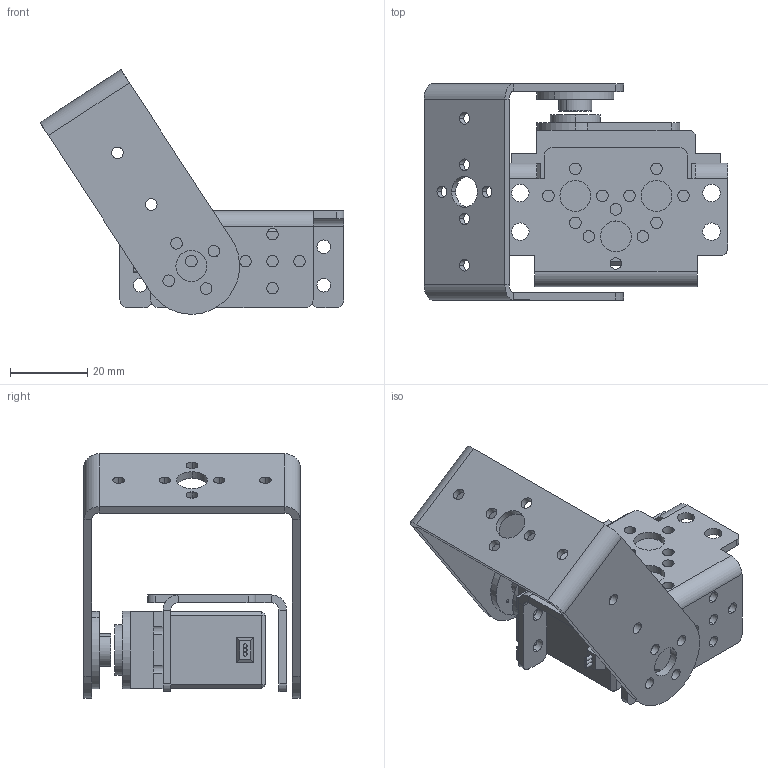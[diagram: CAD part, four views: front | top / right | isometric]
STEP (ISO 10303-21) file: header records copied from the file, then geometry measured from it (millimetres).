
FILE_DESCRIPTION (( 'STEP AP214' ), '1' );
FILE_NAME ('MG995-Servo-flange.STEP', '2014-07-31T15:11:56', ( '' ), ( '' ), 'SwSTEP 2.0', 'SolidWorks 2013', '' );
FILE_SCHEMA (( 'AUTOMOTIVE_DESIGN' ));
Length unit declared in the file: millimetre
Products named in the file (6): base-bracket; U-bracket; MG995-Servo; High Torque Servo round clip; High torque Servo; MG995-Servo-flange
Assembly tree (5 placements, depth 3):
  MG995-Servo-flange
    MG995-Servo
      High torque Servo
      High Torque Servo round clip
    U-bracket
    base-bracket
Bounding box: 78.68 x 56 x 63.27 mm (x, y, z)
Volume: 44947.1 mm3; surface area: 23942.5 mm2
Topology: 7 solids, 7 shells, 296 faces, 765 edges, 491 vertices
Faces by surface type: cylinder 176, plane 120
Entity records: 9593 total; most frequent: DIRECTION 1728, CARTESIAN_POINT 1561, ORIENTED_EDGE 1530, EDGE_CURVE 765, AXIS2_PLACEMENT_3D 658, VERTEX_POINT 491, EDGE_LOOP 422, LINE 412
